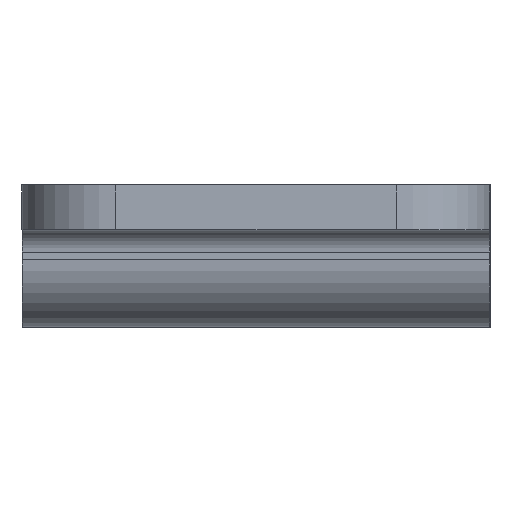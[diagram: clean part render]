
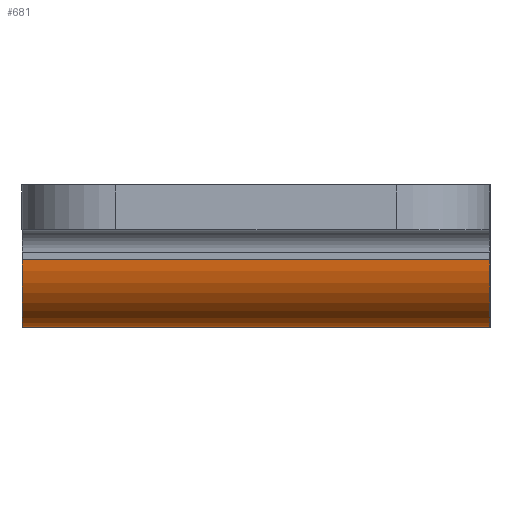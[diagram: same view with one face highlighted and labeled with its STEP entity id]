
A CAD part, left-side view. The second image highlights one B-rep face of the part: STEP entity #681.
In plain terms, the highlighted cylindrical face has radius 2.286 mm (diameter 4.572 mm), a partial arc.
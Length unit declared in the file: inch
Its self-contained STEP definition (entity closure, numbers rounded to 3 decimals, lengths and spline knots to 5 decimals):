
#81=FACE_OUTER_BOUND('',#129,.T.);
#129=EDGE_LOOP('',(#587,#588,#589,#590));
#191=LINE('',#1153,#257);
#192=LINE('',#1157,#258);
#257=VECTOR('',#953,0.3937);
#258=VECTOR('',#956,0.3937);
#297=CIRCLE('',#772,0.09);
#298=CIRCLE('',#773,0.09);
#345=VERTEX_POINT('',#1151);
#346=VERTEX_POINT('',#1152);
#347=VERTEX_POINT('',#1154);
#348=VERTEX_POINT('',#1156);
#427=EDGE_CURVE('',#345,#346,#191,.T.);
#428=EDGE_CURVE('',#347,#345,#297,.T.);
#429=EDGE_CURVE('',#348,#347,#192,.T.);
#430=EDGE_CURVE('',#346,#348,#298,.T.);
#587=ORIENTED_EDGE('',*,*,#427,.F.);
#588=ORIENTED_EDGE('',*,*,#428,.F.);
#589=ORIENTED_EDGE('',*,*,#429,.F.);
#590=ORIENTED_EDGE('',*,*,#430,.F.);
#647=CYLINDRICAL_SURFACE('',#771,0.09);
#681=ADVANCED_FACE('',(#81),#647,.T.);
#771=AXIS2_PLACEMENT_3D('',#1150,#951,#952);
#772=AXIS2_PLACEMENT_3D('',#1155,#954,#955);
#773=AXIS2_PLACEMENT_3D('',#1158,#957,#958);
#951=DIRECTION('center_axis',(0.,1.,0.));
#952=DIRECTION('ref_axis',(0.,0.,-1.));
#953=DIRECTION('',(0.,-1.,0.));
#954=DIRECTION('center_axis',(0.,1.,0.));
#955=DIRECTION('ref_axis',(0.,0.,-1.));
#956=DIRECTION('',(0.,1.,0.));
#957=DIRECTION('center_axis',(0.,-1.,0.));
#958=DIRECTION('ref_axis',(-1.,0.,0.));
#1150=CARTESIAN_POINT('Origin',(-0.8125,0.,0.09));
#1151=CARTESIAN_POINT('',(-0.9025,0.3125,0.09));
#1152=CARTESIAN_POINT('',(-0.9025,-0.3125,0.09));
#1153=CARTESIAN_POINT('',(-0.9025,0.,0.09));
#1154=CARTESIAN_POINT('',(-0.8125,0.3125,0.));
#1155=CARTESIAN_POINT('Origin',(-0.8125,0.3125,0.09));
#1156=CARTESIAN_POINT('',(-0.8125,-0.3125,0.));
#1157=CARTESIAN_POINT('',(-0.8125,-0.3125,0.));
#1158=CARTESIAN_POINT('Origin',(-0.8125,-0.3125,0.09));
